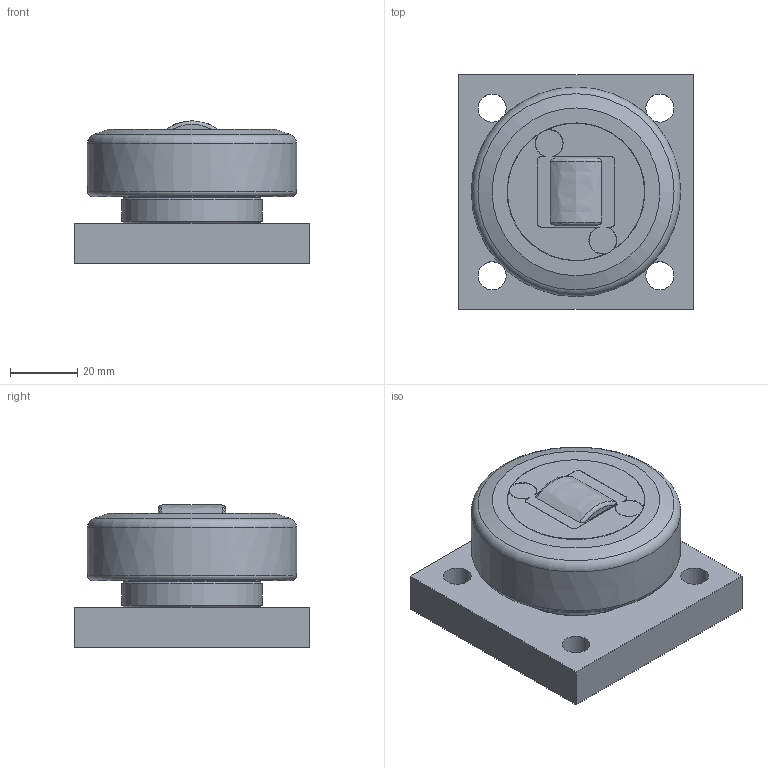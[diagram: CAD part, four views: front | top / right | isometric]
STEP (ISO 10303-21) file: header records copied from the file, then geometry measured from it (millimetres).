
FILE_DESCRIPTION((''),'2;1');
FILE_NAME('TR 060.0200 BQ1000.stp','2013-09-26T14:15:43',('hipp'),(''),'Autodesk Inventor 2013','Autodesk Inventor 2013','');
FILE_SCHEMA(('AUTOMOTIVE_DESIGN { 1 0 10303 214 1 1 1 1 }'));
Length unit declared in the file: millimetre
Products named in the file (1): TR 060.0200 BQ1000_Shrinkwrap_1
Bounding box: 70 x 70 x 42.5 mm (x, y, z)
Volume: 122989.7 mm3; surface area: 23334.8 mm2
Topology: 1 solids, 1 shells, 55 faces, 131 edges, 85 vertices
Faces by surface type: plane 24, cylinder 13, cone 11, torus 5, bspline 2
Full cylindrical faces by diameter (mm): 8.376 x4, 30 x1, 42 x1
Entity records: 1678 total; most frequent: CARTESIAN_POINT 386, DIRECTION 256, ORIENTED_EDGE 224, EDGE_CURVE 112, AXIS2_PLACEMENT_3D 108, EDGE_LOOP 84, VERTEX_POINT 80, FACE_OUTER_BOUND 55
